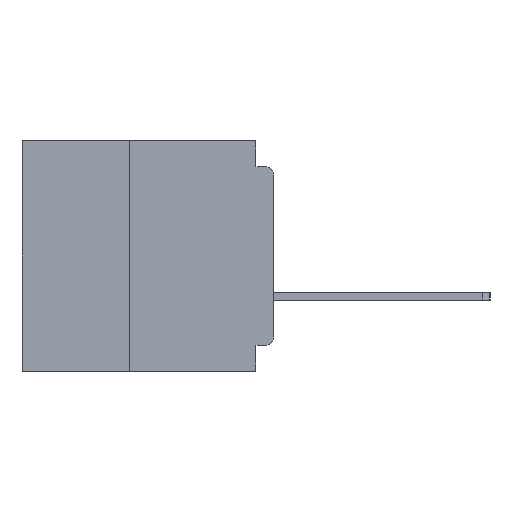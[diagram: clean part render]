
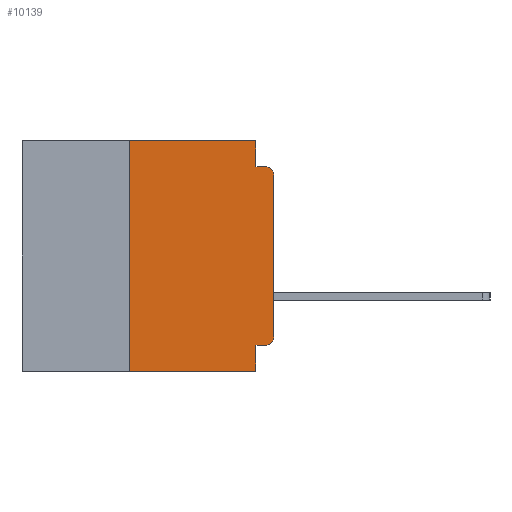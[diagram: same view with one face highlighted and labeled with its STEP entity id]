
A CAD part, left-side view. The second image highlights one B-rep face of the part: STEP entity #10139.
In plain terms, the highlighted planar face has unit normal (-1, 0, 0).
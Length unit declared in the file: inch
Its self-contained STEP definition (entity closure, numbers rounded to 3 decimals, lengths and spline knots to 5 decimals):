
#1103 = DIRECTION ( 'NONE',  ( 0., 0., 1. ) ) ;
#1215 = VERTEX_POINT ( 'NONE', #10046 ) ;
#1663 = VERTEX_POINT ( 'NONE', #33117 ) ;
#2128 = CARTESIAN_POINT ( 'NONE',  ( 0., 0.015, -0.355 ) ) ;
#2129 = CARTESIAN_POINT ( 'NONE',  ( 0., 0.437, -0.4 ) ) ;
#2407 = DIRECTION ( 'NONE',  ( 0., 0., -1. ) ) ;
#2487 = LINE ( 'NONE', #30458, #19603 ) ;
#3327 = CARTESIAN_POINT ( 'NONE',  ( 0., 0.015, -0.34 ) ) ;
#3813 = AXIS2_PLACEMENT_3D ( 'NONE', #28749, #42361, #21962 ) ;
#3980 = VERTEX_POINT ( 'NONE', #16945 ) ;
#4501 = VERTEX_POINT ( 'NONE', #2128 ) ;
#4635 = VERTEX_POINT ( 'NONE', #26351 ) ;
#5419 = CARTESIAN_POINT ( 'NONE',  ( 0., 0.031, -0.045 ) ) ;
#5429 = CIRCLE ( 'NONE', #40123, 0.015 ) ;
#5607 = DIRECTION ( 'NONE',  ( 0., -1., 0. ) ) ;
#6563 = EDGE_CURVE ( 'NONE', #1215, #3980, #32815, .T. ) ;
#6824 = DIRECTION ( 'NONE',  ( 0., 0., -1. ) ) ;
#7747 = EDGE_CURVE ( 'NONE', #4501, #33037, #11925, .T. ) ;
#7986 = LINE ( 'NONE', #13636, #16978 ) ;
#8299 = PLANE ( 'NONE',  #3813 ) ;
#8414 = DIRECTION ( 'NONE',  ( -1., 0., 0. ) ) ;
#9095 = ORIENTED_EDGE ( 'NONE', *, *, #7747, .F. ) ;
#9783 = CARTESIAN_POINT ( 'NONE',  ( 0., 0.031, -0.4 ) ) ;
#9867 = CARTESIAN_POINT ( 'NONE',  ( 0., 0.25, 0. ) ) ;
#10046 = CARTESIAN_POINT ( 'NONE',  ( 0., 0.25, -0.4 ) ) ;
#10139 = ADVANCED_FACE ( 'NONE', ( #28446 ), #8299, .F. ) ;
#10715 = VECTOR ( 'NONE', #2407, 39.37008 ) ;
#11233 = ORIENTED_EDGE ( 'NONE', *, *, #35569, .T. ) ;
#11528 = VERTEX_POINT ( 'NONE', #32945 ) ;
#11546 = EDGE_CURVE ( 'NONE', #40929, #28266, #20774, .T. ) ;
#11925 = LINE ( 'NONE', #29575, #19821 ) ;
#13636 = CARTESIAN_POINT ( 'NONE',  ( 0., 0., -0.045 ) ) ;
#14331 = EDGE_LOOP ( 'NONE', ( #11233, #23406, #25589, #43635, #26699, #27765, #19700, #32055, #9095, #38426 ) ) ;
#14634 = VECTOR ( 'NONE', #5607, 39.37008 ) ;
#15800 = DIRECTION ( 'NONE',  ( 0., 1., 0. ) ) ;
#16420 = DIRECTION ( 'NONE',  ( 0., 0., -1. ) ) ;
#16945 = CARTESIAN_POINT ( 'NONE',  ( 0., 0.031, -0.4 ) ) ;
#16978 = VECTOR ( 'NONE', #17010, 39.37008 ) ;
#17010 = DIRECTION ( 'NONE',  ( 0., -1., 0. ) ) ;
#19332 = CIRCLE ( 'NONE', #38960, 0.015 ) ;
#19465 = CARTESIAN_POINT ( 'NONE',  ( 0., 0.031, 0. ) ) ;
#19603 = VECTOR ( 'NONE', #33878, 39.37008 ) ;
#19700 = ORIENTED_EDGE ( 'NONE', *, *, #6563, .T. ) ;
#19821 = VECTOR ( 'NONE', #15800, 39.37008 ) ;
#20774 = LINE ( 'NONE', #19465, #10715 ) ;
#21108 = EDGE_CURVE ( 'NONE', #33037, #3980, #27704, .T. ) ;
#21962 = DIRECTION ( 'NONE',  ( 0., 0., -1. ) ) ;
#23406 = ORIENTED_EDGE ( 'NONE', *, *, #34401, .T. ) ;
#24558 = LINE ( 'NONE', #35210, #34751 ) ;
#25147 = LINE ( 'NONE', #25664, #42173 ) ;
#25469 = EDGE_CURVE ( 'NONE', #4501, #1663, #5429, .T. ) ;
#25589 = ORIENTED_EDGE ( 'NONE', *, *, #38597, .F. ) ;
#25664 = CARTESIAN_POINT ( 'NONE',  ( 0., 0.437, 0. ) ) ;
#26351 = CARTESIAN_POINT ( 'NONE',  ( 0., 0.015, -0.045 ) ) ;
#26699 = ORIENTED_EDGE ( 'NONE', *, *, #27018, .F. ) ;
#27018 = EDGE_CURVE ( 'NONE', #42467, #40929, #25147, .T. ) ;
#27282 = DIRECTION ( 'NONE',  ( -1., 0., 0. ) ) ;
#27704 = LINE ( 'NONE', #9783, #28785 ) ;
#27765 = ORIENTED_EDGE ( 'NONE', *, *, #39156, .F. ) ;
#28266 = VERTEX_POINT ( 'NONE', #5419 ) ;
#28446 = FACE_OUTER_BOUND ( 'NONE', #14331, .T. ) ;
#28749 = CARTESIAN_POINT ( 'NONE',  ( 0., 0.437, 0. ) ) ;
#28785 = VECTOR ( 'NONE', #16420, 39.37008 ) ;
#28863 = CARTESIAN_POINT ( 'NONE',  ( 0., 0.015, -0.06 ) ) ;
#29135 = DIRECTION ( 'NONE',  ( 0., -1., 0. ) ) ;
#29575 = CARTESIAN_POINT ( 'NONE',  ( 0., 0., -0.355 ) ) ;
#30458 = CARTESIAN_POINT ( 'NONE',  ( 0., 0.25, -0.4 ) ) ;
#30895 = CARTESIAN_POINT ( 'NONE',  ( 0., 0.031, -0.355 ) ) ;
#32055 = ORIENTED_EDGE ( 'NONE', *, *, #21108, .F. ) ;
#32292 = DIRECTION ( 'NONE',  ( 0., 0., -1. ) ) ;
#32815 = LINE ( 'NONE', #2129, #14634 ) ;
#32945 = CARTESIAN_POINT ( 'NONE',  ( 0., 0., -0.06 ) ) ;
#33037 = VERTEX_POINT ( 'NONE', #30895 ) ;
#33117 = CARTESIAN_POINT ( 'NONE',  ( 0., 0., -0.34 ) ) ;
#33878 = DIRECTION ( 'NONE',  ( 0., 0., 1. ) ) ;
#34401 = EDGE_CURVE ( 'NONE', #11528, #4635, #19332, .T. ) ;
#34751 = VECTOR ( 'NONE', #1103, 39.37008 ) ;
#35210 = CARTESIAN_POINT ( 'NONE',  ( 0., 0., 0. ) ) ;
#35569 = EDGE_CURVE ( 'NONE', #1663, #11528, #24558, .T. ) ;
#38426 = ORIENTED_EDGE ( 'NONE', *, *, #25469, .T. ) ;
#38597 = EDGE_CURVE ( 'NONE', #28266, #4635, #7986, .T. ) ;
#38960 = AXIS2_PLACEMENT_3D ( 'NONE', #28863, #8414, #32292 ) ;
#39156 = EDGE_CURVE ( 'NONE', #1215, #42467, #2487, .T. ) ;
#40123 = AXIS2_PLACEMENT_3D ( 'NONE', #3327, #27282, #6824 ) ;
#40929 = VERTEX_POINT ( 'NONE', #41359 ) ;
#41359 = CARTESIAN_POINT ( 'NONE',  ( 0., 0.031, 0. ) ) ;
#42173 = VECTOR ( 'NONE', #29135, 39.37008 ) ;
#42361 = DIRECTION ( 'NONE',  ( 1., 0., 0. ) ) ;
#42467 = VERTEX_POINT ( 'NONE', #9867 ) ;
#43635 = ORIENTED_EDGE ( 'NONE', *, *, #11546, .F. ) ;
